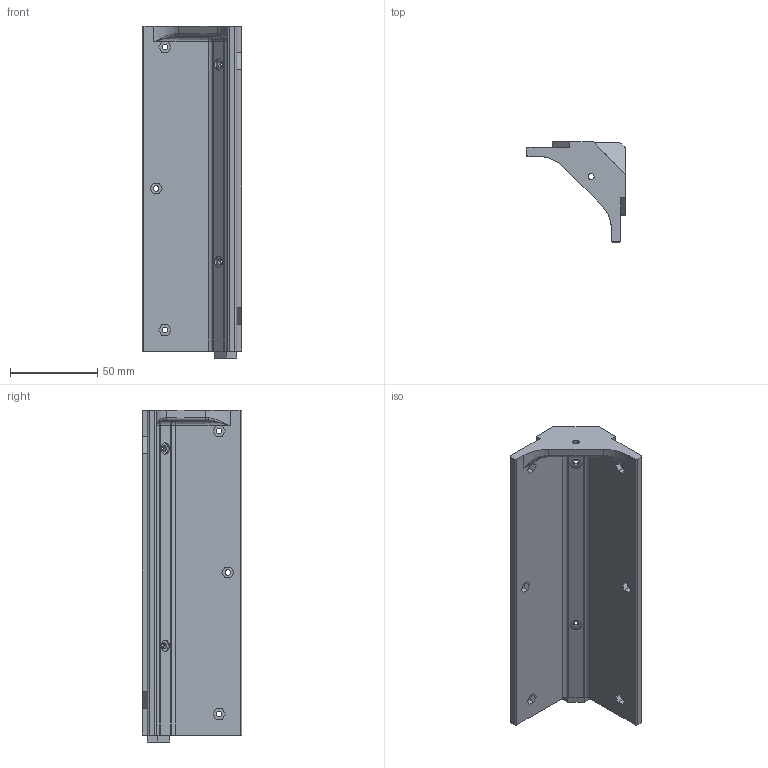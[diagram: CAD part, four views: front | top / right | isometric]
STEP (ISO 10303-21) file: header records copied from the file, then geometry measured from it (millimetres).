
FILE_DESCRIPTION(('FreeCAD Model'),'2;1');
FILE_NAME('2_black_front_corner.stp','2021-01-19T21:35:57',('Author') ,(''),'Open CASCADE STEP processor 7.3','FreeCAD','Unknown');
FILE_SCHEMA(('AUTOMOTIVE_DESIGN { 1 0 10303 214 1 1 1 1 }'));
Length unit declared in the file: millimetre
Products named in the file (1): black_FL_corner
Bounding box: 57 x 57 x 190 mm (x, y, z)
Volume: 126438.1 mm3; surface area: 42427.9 mm2
Topology: 1 solids, 1 shells, 142 faces, 376 edges, 242 vertices
Faces by surface type: bspline 92, revolution 50
Entity records: 11810 total; most frequent: CARTESIAN_POINT 4767, B_SPLINE_CURVE_WITH_KNOTS 752, ORIENTED_EDGE 744, PCURVE 744, DEFINITIONAL_REPRESENTATION 744, DIRECTION 562, EDGE_CURVE 372, SURFACE_CURVE 372
